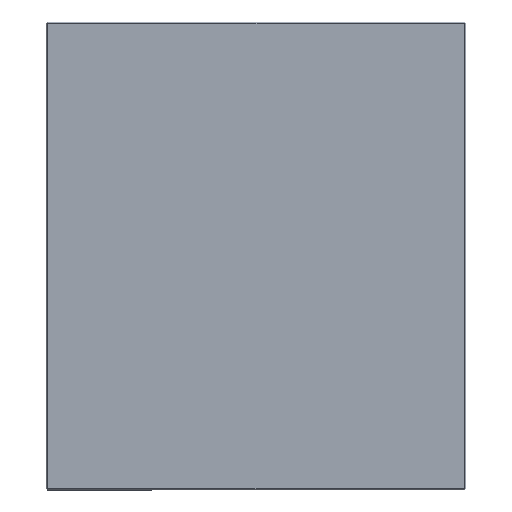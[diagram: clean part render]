
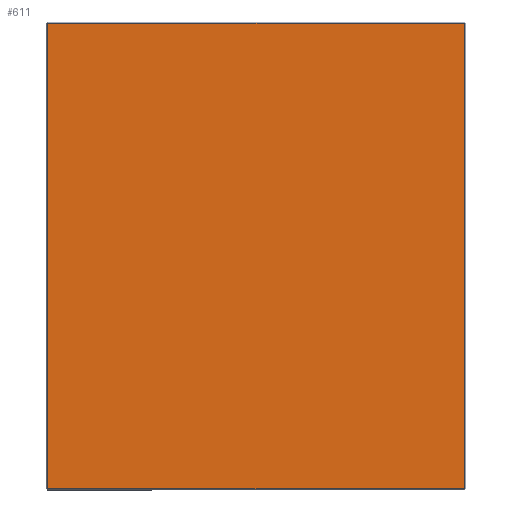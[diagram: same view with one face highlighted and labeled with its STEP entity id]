
A CAD part, top view. The second image highlights one B-rep face of the part: STEP entity #611.
In plain terms, the highlighted planar face has unit normal (0, 0, 1).
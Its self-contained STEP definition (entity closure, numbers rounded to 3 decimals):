
#107=CARTESIAN_POINT('',(-106.75,-119.25,2.0));
#108=VERTEX_POINT('',#107);
#225=CARTESIAN_POINT('',(-106.75,119.25,2.0));
#226=VERTEX_POINT('',#225);
#285=CARTESIAN_POINT('',(-106.75,-119.25,2.0));
#286=DIRECTION('',(0.0,1.0,0.0));
#287=VECTOR('',#286,238.5);
#288=LINE('',#285,#287);
#289=EDGE_CURVE('',#108,#226,#288,.T.);
#301=CARTESIAN_POINT('',(106.75,-119.25,2.0));
#302=VERTEX_POINT('',#301);
#387=CARTESIAN_POINT('',(106.75,119.25,2.0));
#388=VERTEX_POINT('',#387);
#447=CARTESIAN_POINT('',(-106.75,119.25,2.0));
#448=DIRECTION('',(1.0,0.0,0.0));
#449=VECTOR('',#448,213.5);
#450=LINE('',#447,#449);
#451=EDGE_CURVE('',#226,#388,#450,.T.);
#469=CARTESIAN_POINT('',(106.75,119.25,2.0));
#470=DIRECTION('',(0.0,-1.0,0.0));
#471=VECTOR('',#470,238.5);
#472=LINE('',#469,#471);
#473=EDGE_CURVE('',#388,#302,#472,.T.);
#535=CARTESIAN_POINT('',(106.75,-119.25,2.0));
#536=DIRECTION('',(-1.0,0.0,0.0));
#537=VECTOR('',#536,213.5);
#538=LINE('',#535,#537);
#539=EDGE_CURVE('',#302,#108,#538,.T.);
#600=CARTESIAN_POINT('',(0.,0.,2.0));
#601=DIRECTION('',(0.0,0.0,1.0));
#602=DIRECTION('',(1.0,0.0,0.0));
#603=AXIS2_PLACEMENT_3D('',#600,#601,#602);
#604=PLANE('',#603);
#605=ORIENTED_EDGE('',*,*,#289,.F.);
#606=ORIENTED_EDGE('',*,*,#539,.F.);
#607=ORIENTED_EDGE('',*,*,#473,.F.);
#608=ORIENTED_EDGE('',*,*,#451,.F.);
#609=EDGE_LOOP('',(#605,#606,#607,#608));
#610=FACE_OUTER_BOUND('',#609,.T.);
#611=ADVANCED_FACE('',(#610),#604,.T.);
